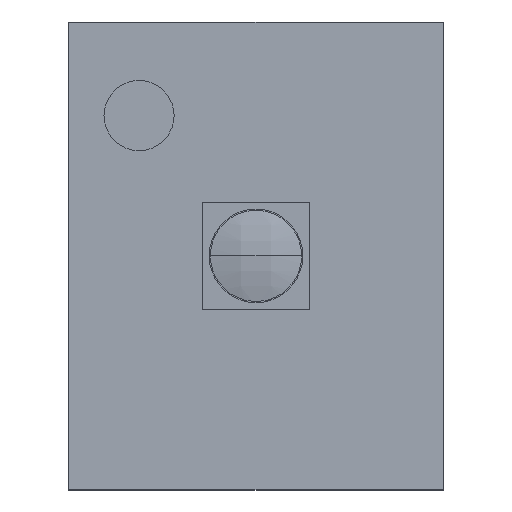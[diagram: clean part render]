
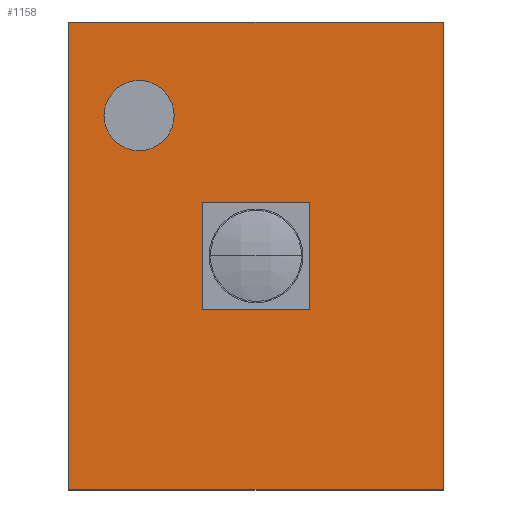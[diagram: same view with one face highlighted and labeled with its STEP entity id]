
A CAD part, top view. The second image highlights one B-rep face of the part: STEP entity #1158.
In plain terms, the highlighted planar face has unit normal (0, 0, 1).
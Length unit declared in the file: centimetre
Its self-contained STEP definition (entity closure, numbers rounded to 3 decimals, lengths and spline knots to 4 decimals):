
#8 = CARTESIAN_POINT ( 'NONE',  ( -0.065, 0.06, 0.0522 ) ) ;
#166 = CARTESIAN_POINT ( 'NONE',  ( 0.08, -0.1, 0.0522 ) ) ;
#220 = VECTOR ( 'NONE', #2088, 100. ) ;
#229 = EDGE_CURVE ( 'NONE', #883, #574, #441, .T. ) ;
#246 = AXIS2_PLACEMENT_3D ( 'NONE', #2433, #337, #1495 ) ;
#337 = DIRECTION ( 'NONE',  ( 0., 0., 1. ) ) ;
#355 = EDGE_CURVE ( 'NONE', #1644, #1650, #897, .T. ) ;
#441 = CIRCLE ( 'NONE', #2165, 0.015 ) ;
#451 = VECTOR ( 'NONE', #2271, 100. ) ;
#573 = CARTESIAN_POINT ( 'NONE',  ( 0.08, 0.1, 0.0522 ) ) ;
#574 = VERTEX_POINT ( 'NONE', #8 ) ;
#677 = CARTESIAN_POINT ( 'NONE',  ( -0.08, 0.1, 0.0522 ) ) ;
#680 = EDGE_CURVE ( 'NONE', #574, #883, #1410, .T. ) ;
#883 = VERTEX_POINT ( 'NONE', #1356 ) ;
#897 = LINE ( 'NONE', #677, #1044 ) ;
#926 = CARTESIAN_POINT ( 'NONE',  ( -0.08, 0.1, 0.0522 ) ) ;
#1044 = VECTOR ( 'NONE', #2017, 100. ) ;
#1049 = FACE_OUTER_BOUND ( 'NONE', #1881, .T. ) ;
#1056 = LINE ( 'NONE', #1933, #1143 ) ;
#1061 = ORIENTED_EDGE ( 'NONE', *, *, #680, .T. ) ;
#1083 = ORIENTED_EDGE ( 'NONE', *, *, #1201, .T. ) ;
#1138 = LINE ( 'NONE', #573, #220 ) ;
#1140 = EDGE_LOOP ( 'NONE', ( #1697, #1061 ) ) ;
#1143 = VECTOR ( 'NONE', #1564, 100. ) ;
#1158 = ADVANCED_FACE ( 'NONE', ( #2407, #1049 ), #1843, .T. ) ;
#1171 = VERTEX_POINT ( 'NONE', #166 ) ;
#1175 = EDGE_CURVE ( 'NONE', #2301, #1644, #1858, .T. ) ;
#1201 = EDGE_CURVE ( 'NONE', #1650, #1171, #1056, .T. ) ;
#1247 = DIRECTION ( 'NONE',  ( 0., 0., -1. ) ) ;
#1249 = ORIENTED_EDGE ( 'NONE', *, *, #1970, .T. ) ;
#1252 = CARTESIAN_POINT ( 'NONE',  ( -0.08, 0.1, 0.0522 ) ) ;
#1356 = CARTESIAN_POINT ( 'NONE',  ( -0.035, 0.06, 0.0522 ) ) ;
#1410 = CIRCLE ( 'NONE', #2082, 0.015 ) ;
#1495 = DIRECTION ( 'NONE',  ( 1., 0., 0. ) ) ;
#1564 = DIRECTION ( 'NONE',  ( 1., 0., 0. ) ) ;
#1644 = VERTEX_POINT ( 'NONE', #1252 ) ;
#1650 = VERTEX_POINT ( 'NONE', #2202 ) ;
#1697 = ORIENTED_EDGE ( 'NONE', *, *, #229, .T. ) ;
#1777 = CARTESIAN_POINT ( 'NONE',  ( 0.08, 0.1, 0.0522 ) ) ;
#1843 = PLANE ( 'NONE',  #246 ) ;
#1858 = LINE ( 'NONE', #926, #451 ) ;
#1881 = EDGE_LOOP ( 'NONE', ( #1942, #1083, #1249, #2096 ) ) ;
#1933 = CARTESIAN_POINT ( 'NONE',  ( -0.08, -0.1, 0.0522 ) ) ;
#1942 = ORIENTED_EDGE ( 'NONE', *, *, #355, .T. ) ;
#1970 = EDGE_CURVE ( 'NONE', #1171, #2301, #1138, .T. ) ;
#2003 = DIRECTION ( 'NONE',  ( 1., 0., 0. ) ) ;
#2017 = DIRECTION ( 'NONE',  ( 0., -1., 0. ) ) ;
#2082 = AXIS2_PLACEMENT_3D ( 'NONE', #2212, #2198, #2186 ) ;
#2088 = DIRECTION ( 'NONE',  ( 0., 1., 0. ) ) ;
#2096 = ORIENTED_EDGE ( 'NONE', *, *, #1175, .T. ) ;
#2165 = AXIS2_PLACEMENT_3D ( 'NONE', #2209, #1247, #2003 ) ;
#2186 = DIRECTION ( 'NONE',  ( 1., 0., 0. ) ) ;
#2198 = DIRECTION ( 'NONE',  ( 0., 0., -1. ) ) ;
#2202 = CARTESIAN_POINT ( 'NONE',  ( -0.08, -0.1, 0.0522 ) ) ;
#2209 = CARTESIAN_POINT ( 'NONE',  ( -0.05, 0.06, 0.0522 ) ) ;
#2212 = CARTESIAN_POINT ( 'NONE',  ( -0.05, 0.06, 0.0522 ) ) ;
#2271 = DIRECTION ( 'NONE',  ( -1., 0., 0. ) ) ;
#2301 = VERTEX_POINT ( 'NONE', #1777 ) ;
#2407 = FACE_BOUND ( 'NONE', #1140, .T. ) ;
#2433 = CARTESIAN_POINT ( 'NONE',  ( 0., 0., 0.0522 ) ) ;
